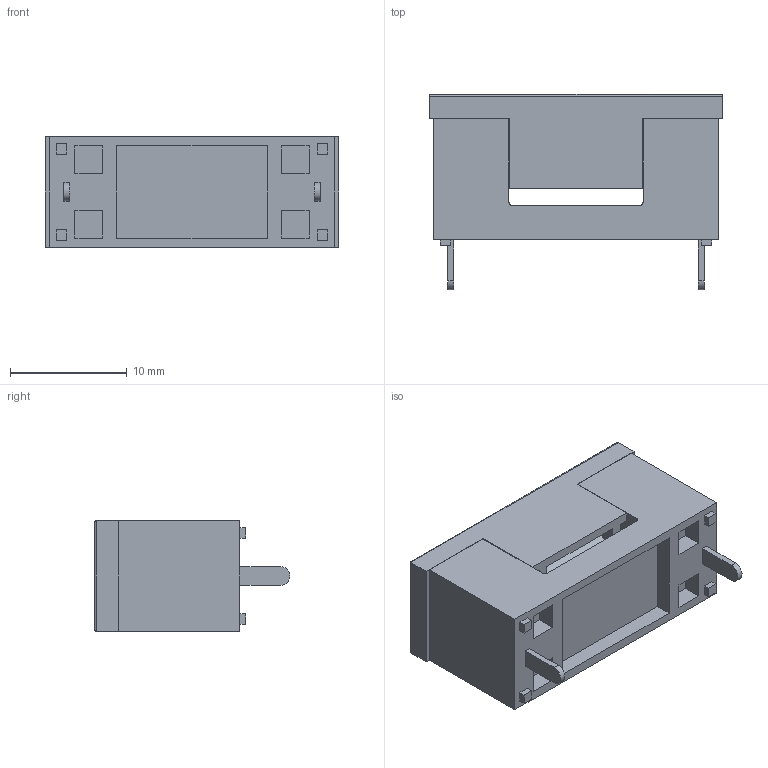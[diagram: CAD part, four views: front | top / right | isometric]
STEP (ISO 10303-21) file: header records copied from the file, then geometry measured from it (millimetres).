
FILE_DESCRIPTION (( 'STEP AP214' ), '1' );
FILE_NAME ('Fuse Holder KLS5-242 with fuse 5.2x20.STEP', '2020-11-07T08:38:09', ( 'Bee-bee-mama' ), ( '' ), 'SwSTEP 2.0', 'SolidWorks 2018', '' );
FILE_SCHEMA (( 'AUTOMOTIVE_DESIGN' ));
Length unit declared in the file: millimetre
Products named in the file (1): Fuse Holder KLS5-242 with fuse 5.2x20
Bounding box: 25.2 x 16.8 x 9.5 mm (x, y, z)
Volume: 1758.2 mm3; surface area: 3427.9 mm2
Topology: 6 solids, 6 shells, 495 faces, 1310 edges, 869 vertices
Faces by surface type: plane 287, bspline 143, cylinder 61, torus 4
Entity records: 19564 total; most frequent: CARTESIAN_POINT 7816, ORIENTED_EDGE 2620, DIRECTION 1863, EDGE_CURVE 1310, LINE 879, VECTOR 879, VERTEX_POINT 869, EDGE_LOOP 539
